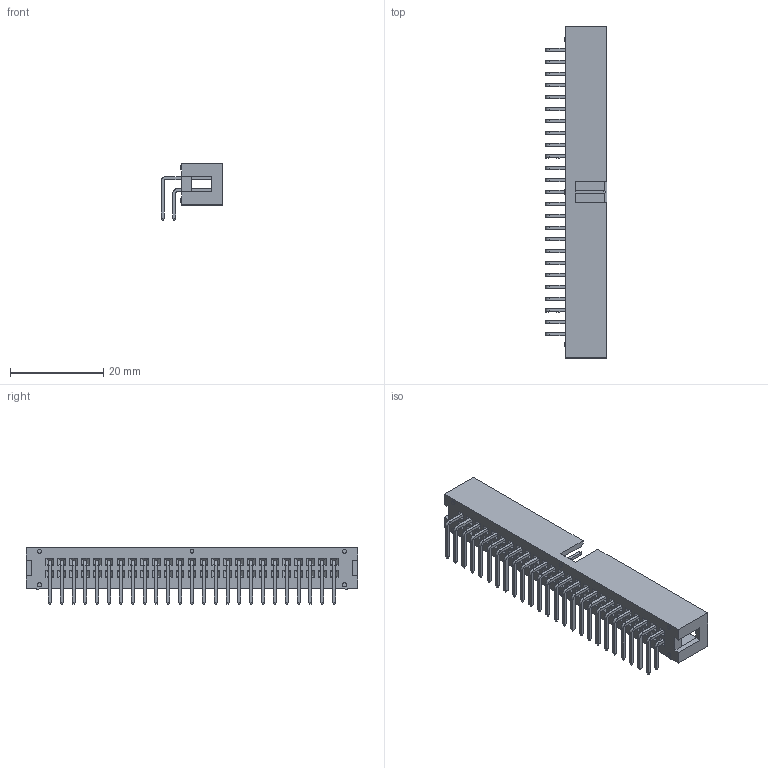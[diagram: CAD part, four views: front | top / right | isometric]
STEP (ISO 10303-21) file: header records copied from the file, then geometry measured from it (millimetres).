
FILE_DESCRIPTION(/* description */ ('Unknown'),/* implementation_level */ '2;1');
FILE_NAME(/* name */ 'J_Wurth_WR-BHD_612050235221',/* time_stamp */ '2025-05-13T10:26:04+08:00',/* author */ ('Unknown'),/* organization */ ('Unknown'),/* preprocessor_version */ 'ST-DEVELOPER v19.4',/* originating_system */ 'Solid Edge',/* authorisation */ 'Unknown');
FILE_SCHEMA (('AUTOMOTIVE_DESIGN {1 0 10303 214 3 1 1}'));
Length unit declared in the file: millimetre
Products named in the file (2): J_Wurth_WR-BHD_612050235221
Assembly tree (1 placements, depth 2):
  J_Wurth_WR-BHD_612050235221
    J_Wurth_WR-BHD_612050235221
Bounding box: 13.26 x 71.16 x 12.2 mm (x, y, z)
Volume: 2721.1 mm3; surface area: 5782.9 mm2
Topology: 1 solids, 1 shells, 1345 faces, 3121 edges, 1880 vertices
Faces by surface type: plane 1236, cylinder 109
Full cylindrical faces by diameter (mm): 0.85 x6
Entity records: 46179 total; most frequent: CARTESIAN_POINT 6330, ORIENTED_EDGE 6218, DIRECTION 6021, EDGE_CURVE 3109, LINE 2891, VECTOR 2891, VERTEX_POINT 1874, AXIS2_PLACEMENT_3D 1565
